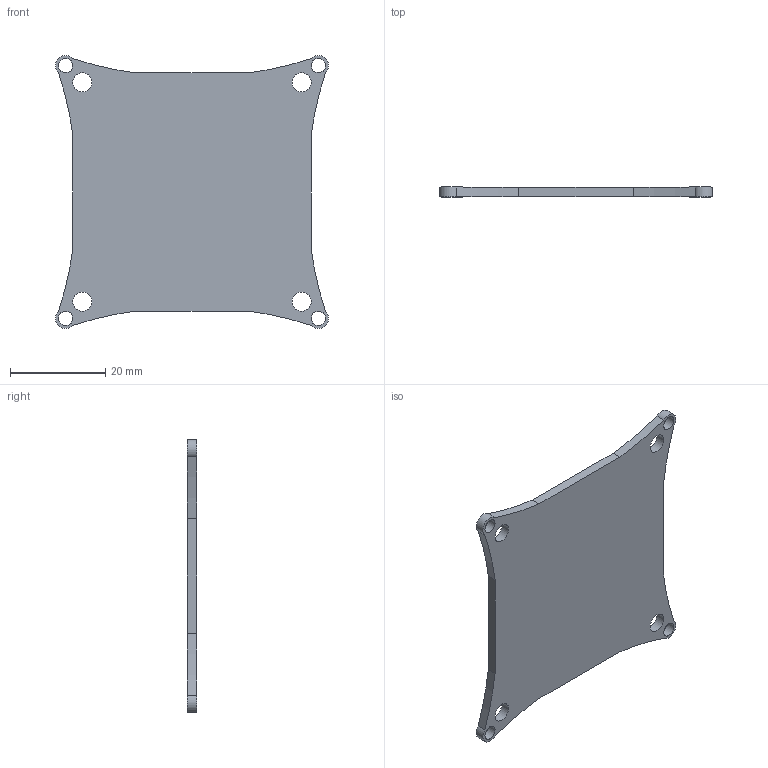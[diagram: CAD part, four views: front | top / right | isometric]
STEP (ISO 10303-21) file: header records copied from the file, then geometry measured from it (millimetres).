
FILE_DESCRIPTION(/* description */ (''),/* implementation_level */ '2;1');
FILE_NAME(/* name */ '',/* time_stamp */ '2023-02-20T17:20:35+03:00',/* author */ (''),/* organization */ (''),/* preprocessor_version */ 'ST-DEVELOPER v19.2',/* originating_system */ 'Autodesk Translation Framework v11.17.0.187',/* authorisation */ '');
FILE_SCHEMA (('AUTOMOTIVE_DESIGN { 1 0 10303 214 3 1 1 }'));
Length unit declared in the file: millimetre
Products named in the file (1): основа картриджа 
под кубсат 2.0
Bounding box: 57.23 x 2 x 57.23 mm (x, y, z)
Volume: 5200.2 mm3; surface area: 5835.3 mm2
Topology: 1 solids, 1 shells, 26 faces, 72 edges, 48 vertices
Faces by surface type: cylinder 20, plane 6
Full cylindrical faces by diameter (mm): 3 x4, 4 x4
Entity records: 921 total; most frequent: DIRECTION 166, CARTESIAN_POINT 147, ORIENTED_EDGE 144, EDGE_CURVE 72, AXIS2_PLACEMENT_3D 67, VERTEX_POINT 48, EDGE_LOOP 42, CIRCLE 40
